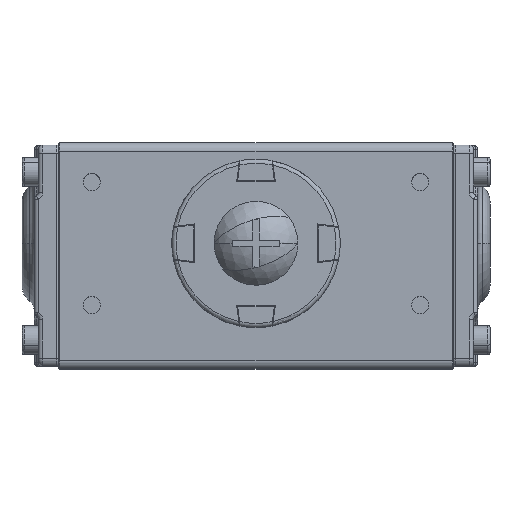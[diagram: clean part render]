
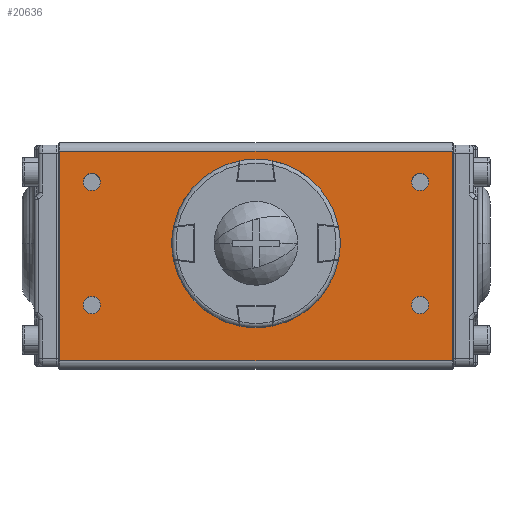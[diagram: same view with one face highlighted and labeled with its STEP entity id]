
A CAD part, top view. The second image highlights one B-rep face of the part: STEP entity #20636.
In plain terms, the highlighted planar face has unit normal (0, 0, 1).
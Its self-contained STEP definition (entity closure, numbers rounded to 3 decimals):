
#20497=CARTESIAN_POINT('',(48.,-30.5,82.5));
#20498=DIRECTION('',(-0.,0.,-1.));
#20499=DIRECTION('',(-1.,0.,0.));
#20500=AXIS2_PLACEMENT_3D('',#20497,#20498,#20499);
#20501=PLANE('',#20500);
#20502=CARTESIAN_POINT('',(42.1,15.,82.5));
#20503=VERTEX_POINT('',#20502);
#20504=CARTESIAN_POINT('',(37.9,15.,82.5));
#20505=VERTEX_POINT('',#20504);
#20506=CARTESIAN_POINT('',(40.,15.,82.5));
#20507=DIRECTION('',(0.,-0.,1.));
#20508=DIRECTION('',(1.,-0.,-0.));
#20509=AXIS2_PLACEMENT_3D('',#20506,#20507,#20508);
#20510=CIRCLE('',#20509,2.1);
#20511=EDGE_CURVE('NONE',#20503,#20505,#20510,.T.);
#20512=ORIENTED_EDGE('',*,*,#20511,.F.);
#20513=CARTESIAN_POINT('',(40.,15.,82.5));
#20514=DIRECTION('',(0.,-0.,1.));
#20515=DIRECTION('',(1.,-0.,-0.));
#20516=AXIS2_PLACEMENT_3D('',#20513,#20514,#20515);
#20517=CIRCLE('',#20516,2.1);
#20518=EDGE_CURVE('NONE',#20505,#20503,#20517,.T.);
#20519=ORIENTED_EDGE('',*,*,#20518,.F.);
#20520=EDGE_LOOP('',(#20512,#20519));
#20521=FACE_BOUND('',#20520,.T.);
#20522=CARTESIAN_POINT('',(42.1,-15.,82.5));
#20523=VERTEX_POINT('',#20522);
#20524=CARTESIAN_POINT('',(37.9,-15.,82.5));
#20525=VERTEX_POINT('',#20524);
#20526=CARTESIAN_POINT('',(40.,-15.,82.5));
#20527=DIRECTION('',(0.,-0.,1.));
#20528=DIRECTION('',(1.,-0.,-0.));
#20529=AXIS2_PLACEMENT_3D('',#20526,#20527,#20528);
#20530=CIRCLE('',#20529,2.1);
#20531=EDGE_CURVE('NONE',#20523,#20525,#20530,.T.);
#20532=ORIENTED_EDGE('',*,*,#20531,.F.);
#20533=CARTESIAN_POINT('',(40.,-15.,82.5));
#20534=DIRECTION('',(0.,-0.,1.));
#20535=DIRECTION('',(1.,-0.,-0.));
#20536=AXIS2_PLACEMENT_3D('',#20533,#20534,#20535);
#20537=CIRCLE('',#20536,2.1);
#20538=EDGE_CURVE('NONE',#20525,#20523,#20537,.T.);
#20539=ORIENTED_EDGE('',*,*,#20538,.F.);
#20540=EDGE_LOOP('',(#20532,#20539));
#20541=FACE_BOUND('',#20540,.T.);
#20542=CARTESIAN_POINT('',(-37.9,-15.,82.5));
#20543=VERTEX_POINT('',#20542);
#20544=CARTESIAN_POINT('',(-42.1,-15.,82.5));
#20545=VERTEX_POINT('',#20544);
#20546=CARTESIAN_POINT('',(-40.,-15.,82.5));
#20547=DIRECTION('',(0.,-0.,1.));
#20548=DIRECTION('',(1.,-0.,-0.));
#20549=AXIS2_PLACEMENT_3D('',#20546,#20547,#20548);
#20550=CIRCLE('',#20549,2.1);
#20551=EDGE_CURVE('NONE',#20543,#20545,#20550,.T.);
#20552=ORIENTED_EDGE('',*,*,#20551,.F.);
#20553=CARTESIAN_POINT('',(-40.,-15.,82.5));
#20554=DIRECTION('',(0.,-0.,1.));
#20555=DIRECTION('',(1.,-0.,-0.));
#20556=AXIS2_PLACEMENT_3D('',#20553,#20554,#20555);
#20557=CIRCLE('',#20556,2.1);
#20558=EDGE_CURVE('NONE',#20545,#20543,#20557,.T.);
#20559=ORIENTED_EDGE('',*,*,#20558,.F.);
#20560=EDGE_LOOP('',(#20552,#20559));
#20561=FACE_BOUND('',#20560,.T.);
#20562=CARTESIAN_POINT('',(-37.9,15.,82.5));
#20563=VERTEX_POINT('',#20562);
#20564=CARTESIAN_POINT('',(-42.1,15.,82.5));
#20565=VERTEX_POINT('',#20564);
#20566=CARTESIAN_POINT('',(-40.,15.,82.5));
#20567=DIRECTION('',(0.,-0.,1.));
#20568=DIRECTION('',(1.,-0.,-0.));
#20569=AXIS2_PLACEMENT_3D('',#20566,#20567,#20568);
#20570=CIRCLE('',#20569,2.1);
#20571=EDGE_CURVE('NONE',#20563,#20565,#20570,.T.);
#20572=ORIENTED_EDGE('',*,*,#20571,.F.);
#20573=CARTESIAN_POINT('',(-40.,15.,82.5));
#20574=DIRECTION('',(0.,-0.,1.));
#20575=DIRECTION('',(1.,-0.,-0.));
#20576=AXIS2_PLACEMENT_3D('',#20573,#20574,#20575);
#20577=CIRCLE('',#20576,2.1);
#20578=EDGE_CURVE('NONE',#20565,#20563,#20577,.T.);
#20579=ORIENTED_EDGE('',*,*,#20578,.F.);
#20580=EDGE_LOOP('',(#20572,#20579));
#20581=FACE_BOUND('',#20580,.T.);
#20582=CARTESIAN_POINT('',(47.8,22.5,82.5));
#20583=VERTEX_POINT('',#20582);
#20584=CARTESIAN_POINT('',(-47.8,22.5,82.5));
#20585=VERTEX_POINT('',#20584);
#20586=CARTESIAN_POINT('',(47.8,22.5,82.5));
#20587=DIRECTION('',(-1.,0.,0.));
#20588=VECTOR('',#20587,95.6);
#20589=LINE('',#20586,#20588);
#20590=EDGE_CURVE('',#20583,#20585,#20589,.T.);
#20591=ORIENTED_EDGE('',*,*,#20590,.T.);
#20592=CARTESIAN_POINT('',(-47.8,-28.5,82.5));
#20593=VERTEX_POINT('',#20592);
#20594=CARTESIAN_POINT('',(-47.8,22.5,82.5));
#20595=DIRECTION('',(-0.,-1.,0.));
#20596=VECTOR('',#20595,51.);
#20597=LINE('',#20594,#20596);
#20598=EDGE_CURVE('',#20585,#20593,#20597,.T.);
#20599=ORIENTED_EDGE('',*,*,#20598,.T.);
#20600=CARTESIAN_POINT('',(47.8,-28.5,82.5));
#20601=VERTEX_POINT('',#20600);
#20602=CARTESIAN_POINT('',(-47.8,-28.5,82.5));
#20603=DIRECTION('',(1.,-0.,-0.));
#20604=VECTOR('',#20603,95.6);
#20605=LINE('',#20602,#20604);
#20606=EDGE_CURVE('',#20593,#20601,#20605,.T.);
#20607=ORIENTED_EDGE('',*,*,#20606,.T.);
#20608=CARTESIAN_POINT('',(47.8,-28.5,82.5));
#20609=DIRECTION('',(0.,1.,-0.));
#20610=VECTOR('',#20609,51.);
#20611=LINE('',#20608,#20610);
#20612=EDGE_CURVE('',#20601,#20583,#20611,.T.);
#20613=ORIENTED_EDGE('',*,*,#20612,.T.);
#20614=EDGE_LOOP('',(#20591,#20599,#20607,#20613));
#20615=FACE_BOUND('',#20614,.T.);
#20616=CARTESIAN_POINT('',(-0.,7.,82.5));
#20617=VERTEX_POINT('',#20616);
#20618=CARTESIAN_POINT('',(-0.,-7.,82.5));
#20619=VERTEX_POINT('',#20618);
#20620=CARTESIAN_POINT('',(-0.,0.,82.5));
#20621=DIRECTION('',(-0.,0.,-1.));
#20622=DIRECTION('',(-1.,0.,0.));
#20623=AXIS2_PLACEMENT_3D('',#20620,#20621,#20622);
#20624=CIRCLE('',#20623,7.);
#20625=EDGE_CURVE('',#20617,#20619,#20624,.T.);
#20626=ORIENTED_EDGE('',*,*,#20625,.T.);
#20627=CARTESIAN_POINT('',(-0.,0.,82.5));
#20628=DIRECTION('',(-0.,0.,-1.));
#20629=DIRECTION('',(-1.,0.,0.));
#20630=AXIS2_PLACEMENT_3D('',#20627,#20628,#20629);
#20631=CIRCLE('',#20630,7.);
#20632=EDGE_CURVE('',#20619,#20617,#20631,.T.);
#20633=ORIENTED_EDGE('',*,*,#20632,.T.);
#20634=EDGE_LOOP('',(#20626,#20633));
#20635=FACE_BOUND('',#20634,.T.);
#20636=ADVANCED_FACE('',(#20521,#20541,#20561,#20581,#20615,#20635),#20501,.F.);
